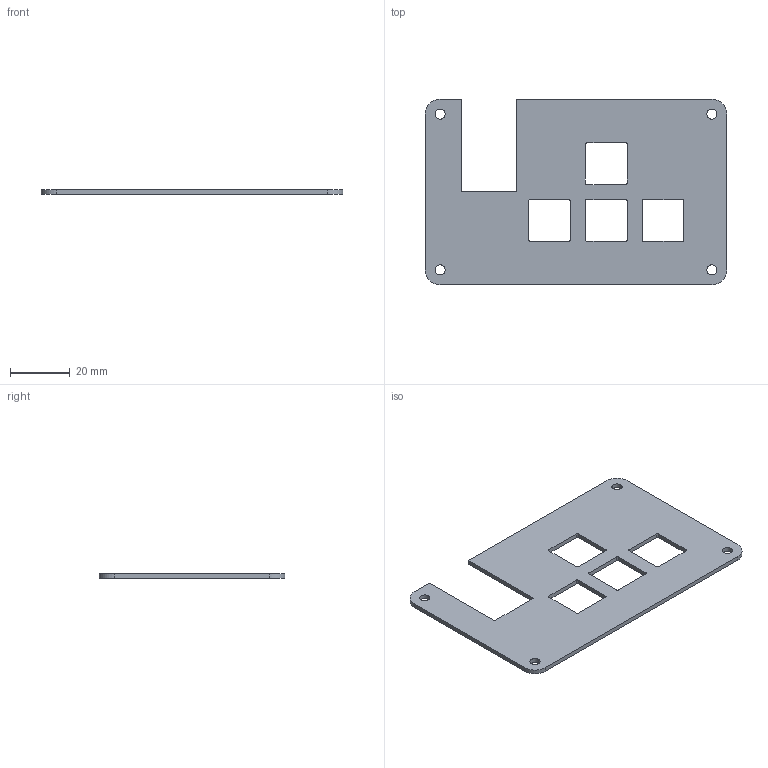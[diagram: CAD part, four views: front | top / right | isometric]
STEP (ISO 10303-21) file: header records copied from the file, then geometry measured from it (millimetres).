
FILE_DESCRIPTION(/* description */ (''),/* implementation_level */ '2;1');
FILE_NAME(/* name */ 'Macropad front.step',/* time_stamp */ '2026-01-27T21:36:26+05:30',/* author */ (''),/* organization */ (''),/* preprocessor_version */ 'ST-DEVELOPER v20.1',/* originating_system */ 'Autodesk Translation Framework v14.24.0.0',/* authorisation */ '');
FILE_SCHEMA (('AUTOMOTIVE_DESIGN { 1 0 10303 214 3 1 1 }'));
Length unit declared in the file: millimetre
Products named in the file (1): 2026-01-27-10-36-07-071
Bounding box: 101.2 x 62.3 x 1.5 mm (x, y, z)
Volume: 7330.6 mm3; surface area: 10775.3 mm2
Topology: 1 solids, 1 shells, 295 faces, 822 edges, 548 vertices
Faces by surface type: bspline 172, plane 99, cylinder 24
Full cylindrical faces by diameter (mm): 3.4 x4
Entity records: 11089 total; most frequent: CARTESIAN_POINT 4590, ORIENTED_EDGE 1644, EDGE_CURVE 822, DIRECTION 774, VERTEX_POINT 548, LINE 430, VECTOR 430, B_SPLINE_CURVE_WITH_KNOTS 344
